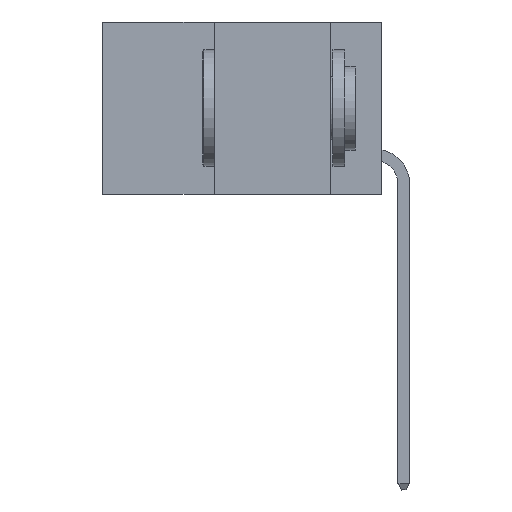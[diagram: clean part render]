
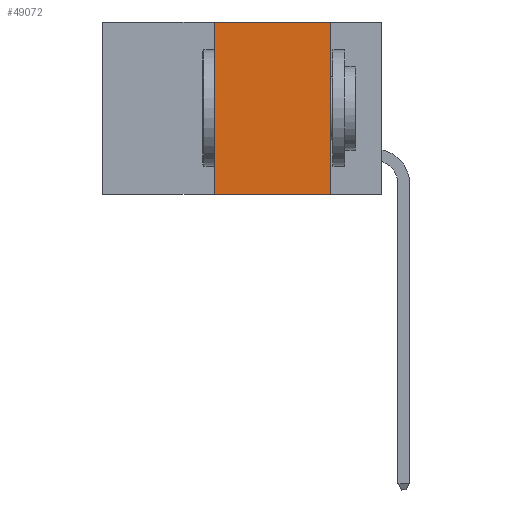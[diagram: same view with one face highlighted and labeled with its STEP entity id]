
A CAD part, left-side view. The second image highlights one B-rep face of the part: STEP entity #49072.
In plain terms, the highlighted planar face has unit normal (-1, 0, 0).
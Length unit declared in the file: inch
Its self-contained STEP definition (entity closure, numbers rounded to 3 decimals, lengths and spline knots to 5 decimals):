
#895 = ORIENTED_EDGE ( 'NONE', *, *, #18207, .F. ) ;
#5494 = VECTOR ( 'NONE', #32448, 39.37008 ) ;
#6602 = LINE ( 'NONE', #22510, #47247 ) ;
#7850 = DIRECTION ( 'NONE',  ( 0., -1., 0. ) ) ;
#7870 = LINE ( 'NONE', #23108, #43554 ) ;
#8334 = ORIENTED_EDGE ( 'NONE', *, *, #9623, .F. ) ;
#8657 = LINE ( 'NONE', #19473, #17315 ) ;
#9623 = EDGE_CURVE ( 'NONE', #48345, #38130, #7870, .T. ) ;
#13032 = DIRECTION ( 'NONE',  ( 0., 0., -1. ) ) ;
#15986 = LINE ( 'NONE', #39284, #5494 ) ;
#17315 = VECTOR ( 'NONE', #23405, 39.37008 ) ;
#17589 = VERTEX_POINT ( 'NONE', #31068 ) ;
#18207 = EDGE_CURVE ( 'NONE', #42916, #17589, #8657, .T. ) ;
#19473 = CARTESIAN_POINT ( 'NONE',  ( 0., 0.11, 0. ) ) ;
#20410 = EDGE_LOOP ( 'NONE', ( #895, #29626, #8334, #35252 ) ) ;
#22510 = CARTESIAN_POINT ( 'NONE',  ( 0., 0.6, -0.37 ) ) ;
#23108 = CARTESIAN_POINT ( 'NONE',  ( 0., 0.36, 0. ) ) ;
#23405 = DIRECTION ( 'NONE',  ( 0., 0., -1. ) ) ;
#24574 = CARTESIAN_POINT ( 'NONE',  ( 0., 0.6, 0. ) ) ;
#26578 = CARTESIAN_POINT ( 'NONE',  ( 0., 0.11, 0. ) ) ;
#27545 = FACE_OUTER_BOUND ( 'NONE', #20410, .T. ) ;
#29089 = CARTESIAN_POINT ( 'NONE',  ( 0., 0.36, -0.37 ) ) ;
#29626 = ORIENTED_EDGE ( 'NONE', *, *, #33515, .F. ) ;
#30984 = DIRECTION ( 'NONE',  ( 0., 0., 1. ) ) ;
#31068 = CARTESIAN_POINT ( 'NONE',  ( 0., 0.11, -0.37 ) ) ;
#32448 = DIRECTION ( 'NONE',  ( 0., -1., 0. ) ) ;
#33515 = EDGE_CURVE ( 'NONE', #38130, #42916, #15986, .T. ) ;
#35252 = ORIENTED_EDGE ( 'NONE', *, *, #42838, .T. ) ;
#38130 = VERTEX_POINT ( 'NONE', #38995 ) ;
#38995 = CARTESIAN_POINT ( 'NONE',  ( 0., 0.36, 0. ) ) ;
#39284 = CARTESIAN_POINT ( 'NONE',  ( 0., 0.6, 0. ) ) ;
#40354 = DIRECTION ( 'NONE',  ( 1., 0., 0. ) ) ;
#42838 = EDGE_CURVE ( 'NONE', #48345, #17589, #6602, .T. ) ;
#42916 = VERTEX_POINT ( 'NONE', #26578 ) ;
#43554 = VECTOR ( 'NONE', #30984, 39.37008 ) ;
#45893 = AXIS2_PLACEMENT_3D ( 'NONE', #24574, #40354, #13032 ) ;
#47247 = VECTOR ( 'NONE', #7850, 39.37008 ) ;
#48345 = VERTEX_POINT ( 'NONE', #29089 ) ;
#49072 = ADVANCED_FACE ( 'NONE', ( #27545 ), #50102, .F. ) ;
#50102 = PLANE ( 'NONE',  #45893 ) ;
